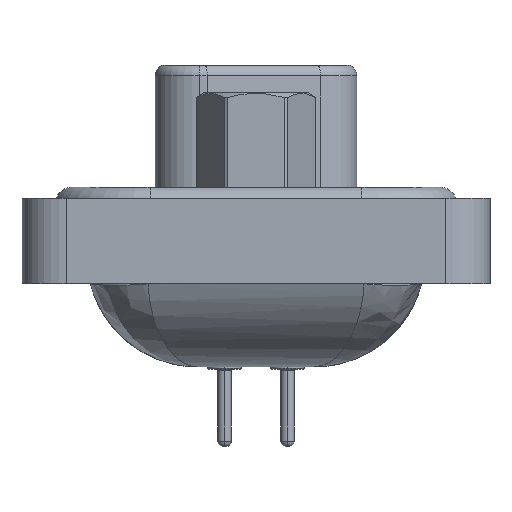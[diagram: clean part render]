
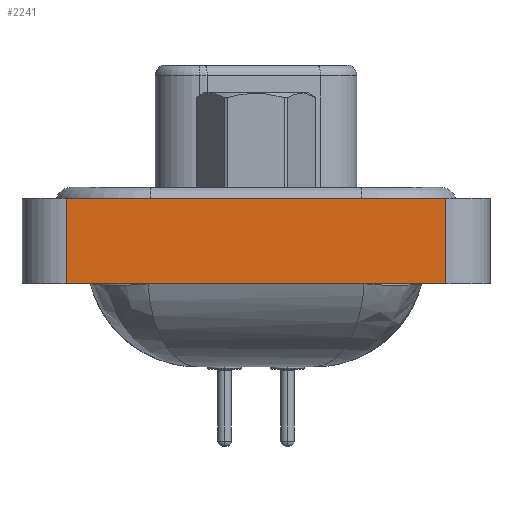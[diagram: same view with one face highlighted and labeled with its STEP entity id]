
A CAD part, left-side view. The second image highlights one B-rep face of the part: STEP entity #2241.
In plain terms, the highlighted planar face has unit normal (-1, 0, 0).
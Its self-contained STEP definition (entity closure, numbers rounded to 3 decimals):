
#1148 = FACE_OUTER_BOUND ( 'NONE', #19908, .T. ) ;
#2219 = DIRECTION ( 'NONE',  ( 0., 0., 1. ) ) ;
#2241 = ADVANCED_FACE ( 'NONE', ( #1148 ), #15316, .T. ) ;
#3918 = ORIENTED_EDGE ( 'NONE', *, *, #12286, .T. ) ;
#4661 = CARTESIAN_POINT ( 'NONE',  ( -7.35, -8.55, 0.5 ) ) ;
#5101 = VERTEX_POINT ( 'NONE', #9611 ) ;
#6704 = DIRECTION ( 'NONE',  ( 0., 0., 1. ) ) ;
#6783 = DIRECTION ( 'NONE',  ( 0., -1., 0. ) ) ;
#6903 = VERTEX_POINT ( 'NONE', #7841 ) ;
#6983 = VECTOR ( 'NONE', #6783, 1000. ) ;
#7543 = VERTEX_POINT ( 'NONE', #16723 ) ;
#7841 = CARTESIAN_POINT ( 'NONE',  ( -7.35, -8.55, -3.35 ) ) ;
#9611 = CARTESIAN_POINT ( 'NONE',  ( -7.35, -8.55, 0.5 ) ) ;
#10564 = CARTESIAN_POINT ( 'NONE',  ( -7.35, 8.55, -3.35 ) ) ;
#11656 = VECTOR ( 'NONE', #2219, 1000. ) ;
#12129 = CARTESIAN_POINT ( 'NONE',  ( -7.35, 8.55, -3.35 ) ) ;
#12286 = EDGE_CURVE ( 'NONE', #18271, #6903, #14402, .T. ) ;
#13302 = VECTOR ( 'NONE', #14066, 1000. ) ;
#13556 = DIRECTION ( 'NONE',  ( -1., 0., 0. ) ) ;
#13631 = DIRECTION ( 'NONE',  ( 0., 0., 1. ) ) ;
#14066 = DIRECTION ( 'NONE',  ( 0., -1., 0. ) ) ;
#14402 = LINE ( 'NONE', #18061, #13302 ) ;
#15316 = PLANE ( 'NONE',  #19050 ) ;
#16532 = ORIENTED_EDGE ( 'NONE', *, *, #19161, .F. ) ;
#16723 = CARTESIAN_POINT ( 'NONE',  ( -7.35, 8.55, 0.5 ) ) ;
#17624 = LINE ( 'NONE', #4661, #6983 ) ;
#18061 = CARTESIAN_POINT ( 'NONE',  ( -7.35, -8.55, -3.35 ) ) ;
#18249 = LINE ( 'NONE', #18378, #11656 ) ;
#18271 = VERTEX_POINT ( 'NONE', #12129 ) ;
#18378 = CARTESIAN_POINT ( 'NONE',  ( -7.35, -8.55, -3.35 ) ) ;
#18565 = EDGE_CURVE ( 'NONE', #6903, #5101, #18249, .T. ) ;
#19050 = AXIS2_PLACEMENT_3D ( 'NONE', #19323, #13556, #6704 ) ;
#19161 = EDGE_CURVE ( 'NONE', #7543, #5101, #17624, .T. ) ;
#19323 = CARTESIAN_POINT ( 'NONE',  ( -7.35, -8.55, -3.35 ) ) ;
#19908 = EDGE_LOOP ( 'NONE', ( #20363, #16532, #20886, #3918 ) ) ;
#20363 = ORIENTED_EDGE ( 'NONE', *, *, #18565, .T. ) ;
#20886 = ORIENTED_EDGE ( 'NONE', *, *, #22391, .F. ) ;
#21385 = VECTOR ( 'NONE', #13631, 1000. ) ;
#22391 = EDGE_CURVE ( 'NONE', #18271, #7543, #22613, .T. ) ;
#22613 = LINE ( 'NONE', #10564, #21385 ) ;
